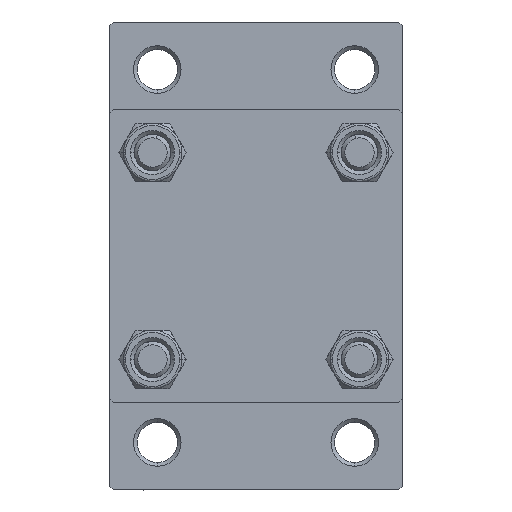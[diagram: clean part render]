
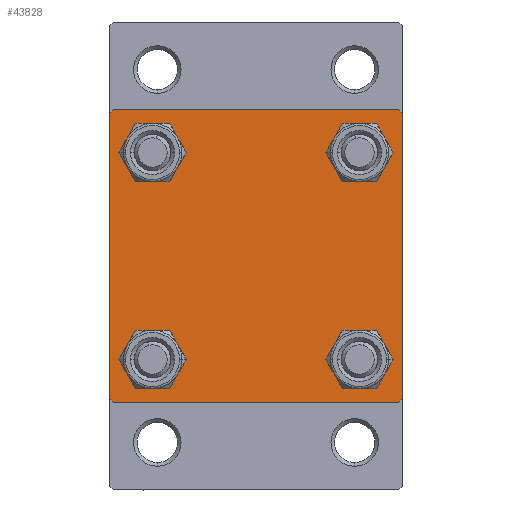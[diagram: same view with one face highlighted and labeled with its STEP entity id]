
A CAD part, left-side view. The second image highlights one B-rep face of the part: STEP entity #43828.
In plain terms, the highlighted planar face has unit normal (-1, 0, 0).
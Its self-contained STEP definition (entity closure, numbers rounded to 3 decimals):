
#920 = CARTESIAN_POINT ( 'NONE',  ( 0., -14.15, -11.15 ) ) ;
#1050 = DIRECTION ( 'NONE',  ( 1., 0., 0. ) ) ;
#1388 = DIRECTION ( 'NONE',  ( 1., 0., 0. ) ) ;
#1472 = ORIENTED_EDGE ( 'NONE', *, *, #17006, .T. ) ;
#2539 = VERTEX_POINT ( 'NONE', #920 ) ;
#2546 = CIRCLE ( 'NONE', #43469, 3. ) ;
#4182 = LINE ( 'NONE', #19713, #15294 ) ;
#4614 = DIRECTION ( 'NONE',  ( 0., 0., 1. ) ) ;
#4759 = CARTESIAN_POINT ( 'NONE',  ( 0., 14.15, -14.15 ) ) ;
#4869 = DIRECTION ( 'NONE',  ( 0., -0.707, 0.707 ) ) ;
#5175 = EDGE_CURVE ( 'NONE', #2539, #12736, #14303, .T. ) ;
#5372 = EDGE_CURVE ( 'NONE', #47087, #14676, #28479, .T. ) ;
#5782 = CIRCLE ( 'NONE', #23113, 3. ) ;
#6378 = DIRECTION ( 'NONE',  ( 0., 0.707, 0.707 ) ) ;
#6407 = CARTESIAN_POINT ( 'NONE',  ( 0., 19.75, -19.75 ) ) ;
#6784 = VERTEX_POINT ( 'NONE', #19586 ) ;
#7640 = VECTOR ( 'NONE', #6378, 1000. ) ;
#7781 = FACE_OUTER_BOUND ( 'NONE', #28847, .T. ) ;
#8098 = DIRECTION ( 'NONE',  ( 0., 0., 1. ) ) ;
#8274 = PLANE ( 'NONE',  #28108 ) ;
#8554 = CARTESIAN_POINT ( 'NONE',  ( 0., 14.15, 14.15 ) ) ;
#8584 = DIRECTION ( 'NONE',  ( 1., 0., 0. ) ) ;
#8691 = DIRECTION ( 'NONE',  ( 0., 0., 1. ) ) ;
#9513 = VERTEX_POINT ( 'NONE', #14882 ) ;
#9524 = EDGE_CURVE ( 'NONE', #48432, #14573, #38071, .T. ) ;
#10073 = CARTESIAN_POINT ( 'NONE',  ( 0., -19.75, 19.75 ) ) ;
#10100 = ORIENTED_EDGE ( 'NONE', *, *, #25752, .T. ) ;
#10712 = CARTESIAN_POINT ( 'NONE',  ( 0., -14.15, 14.15 ) ) ;
#11039 = EDGE_CURVE ( 'NONE', #30376, #16289, #29341, .T. ) ;
#11189 = EDGE_CURVE ( 'NONE', #31858, #9513, #4182, .T. ) ;
#11344 = VECTOR ( 'NONE', #47820, 1000. ) ;
#12091 = VERTEX_POINT ( 'NONE', #28095 ) ;
#12490 = CARTESIAN_POINT ( 'NONE',  ( 0., -14.15, 14.15 ) ) ;
#12736 = VERTEX_POINT ( 'NONE', #45125 ) ;
#13139 = CARTESIAN_POINT ( 'NONE',  ( 0., -14.15, 11.15 ) ) ;
#13551 = DIRECTION ( 'NONE',  ( 0., 0.707, -0.707 ) ) ;
#13782 = LINE ( 'NONE', #10073, #7640 ) ;
#14303 = CIRCLE ( 'NONE', #30867, 3. ) ;
#14573 = VERTEX_POINT ( 'NONE', #40840 ) ;
#14676 = VERTEX_POINT ( 'NONE', #32710 ) ;
#14882 = CARTESIAN_POINT ( 'NONE',  ( 0., -19.5, 20. ) ) ;
#15099 = LINE ( 'NONE', #29414, #15156 ) ;
#15156 = VECTOR ( 'NONE', #29893, 1000. ) ;
#15190 = FACE_BOUND ( 'NONE', #23380, .T. ) ;
#15294 = VECTOR ( 'NONE', #15538, 1000. ) ;
#15538 = DIRECTION ( 'NONE',  ( 0., -1., 0. ) ) ;
#15732 = ORIENTED_EDGE ( 'NONE', *, *, #32799, .T. ) ;
#16100 = DIRECTION ( 'NONE',  ( 0., 0., 1. ) ) ;
#16193 = CARTESIAN_POINT ( 'NONE',  ( 0., 14.15, -11.15 ) ) ;
#16252 = CARTESIAN_POINT ( 'NONE',  ( 0., 14.15, 14.15 ) ) ;
#16289 = VERTEX_POINT ( 'NONE', #47146 ) ;
#16514 = ORIENTED_EDGE ( 'NONE', *, *, #27219, .T. ) ;
#17006 = EDGE_CURVE ( 'NONE', #31858, #6784, #47806, .T. ) ;
#18240 = DIRECTION ( 'NONE',  ( 0., 0., -1. ) ) ;
#18722 = LINE ( 'NONE', #22425, #20221 ) ;
#18755 = ORIENTED_EDGE ( 'NONE', *, *, #25851, .T. ) ;
#18875 = FACE_BOUND ( 'NONE', #22475, .T. ) ;
#19173 = EDGE_CURVE ( 'NONE', #14676, #47087, #48485, .T. ) ;
#19271 = ORIENTED_EDGE ( 'NONE', *, *, #5175, .T. ) ;
#19586 = CARTESIAN_POINT ( 'NONE',  ( 0., 20., 19.5 ) ) ;
#19688 = ORIENTED_EDGE ( 'NONE', *, *, #5372, .T. ) ;
#19713 = CARTESIAN_POINT ( 'NONE',  ( 0., 20., 20. ) ) ;
#19895 = DIRECTION ( 'NONE',  ( 0., 0., 1. ) ) ;
#20122 = DIRECTION ( 'NONE',  ( 0., 0., 1. ) ) ;
#20221 = VECTOR ( 'NONE', #18240, 1000. ) ;
#20260 = EDGE_CURVE ( 'NONE', #12091, #29727, #23652, .T. ) ;
#20468 = VECTOR ( 'NONE', #24301, 1000. ) ;
#20615 = ORIENTED_EDGE ( 'NONE', *, *, #19173, .T. ) ;
#21054 = EDGE_CURVE ( 'NONE', #16289, #22975, #39572, .T. ) ;
#21816 = CIRCLE ( 'NONE', #26588, 3. ) ;
#22425 = CARTESIAN_POINT ( 'NONE',  ( 0., -20., 20. ) ) ;
#22475 = EDGE_LOOP ( 'NONE', ( #20615, #19688 ) ) ;
#22975 = VERTEX_POINT ( 'NONE', #25753 ) ;
#23113 = AXIS2_PLACEMENT_3D ( 'NONE', #12490, #1388, #20122 ) ;
#23324 = DIRECTION ( 'NONE',  ( -1., 0., 0. ) ) ;
#23380 = EDGE_LOOP ( 'NONE', ( #44134, #38529 ) ) ;
#23603 = DIRECTION ( 'NONE',  ( 1., 0., 0. ) ) ;
#23652 = CIRCLE ( 'NONE', #42519, 3. ) ;
#24022 = ORIENTED_EDGE ( 'NONE', *, *, #20260, .T. ) ;
#24301 = DIRECTION ( 'NONE',  ( 0., -1., 0. ) ) ;
#25132 = CARTESIAN_POINT ( 'NONE',  ( 0., 19.75, 19.75 ) ) ;
#25174 = CARTESIAN_POINT ( 'NONE',  ( 0., 14.15, 11.15 ) ) ;
#25451 = AXIS2_PLACEMENT_3D ( 'NONE', #4759, #41993, #8691 ) ;
#25752 = EDGE_CURVE ( 'NONE', #12736, #2539, #2546, .T. ) ;
#25753 = CARTESIAN_POINT ( 'NONE',  ( 0., -19.5, -20. ) ) ;
#25851 = EDGE_CURVE ( 'NONE', #6784, #30376, #15099, .T. ) ;
#26041 = CARTESIAN_POINT ( 'NONE',  ( 0., 0., 0. ) ) ;
#26290 = ORIENTED_EDGE ( 'NONE', *, *, #39102, .F. ) ;
#26588 = AXIS2_PLACEMENT_3D ( 'NONE', #34827, #1050, #16100 ) ;
#27031 = FACE_BOUND ( 'NONE', #41470, .T. ) ;
#27219 = EDGE_CURVE ( 'NONE', #22975, #42594, #34473, .T. ) ;
#27695 = CARTESIAN_POINT ( 'NONE',  ( 0., -14.15, -14.15 ) ) ;
#27778 = CARTESIAN_POINT ( 'NONE',  ( 0., -20., 19.5 ) ) ;
#28095 = CARTESIAN_POINT ( 'NONE',  ( 0., -14.15, 17.15 ) ) ;
#28108 = AXIS2_PLACEMENT_3D ( 'NONE', #26041, #23324, #41318 ) ;
#28479 = CIRCLE ( 'NONE', #33203, 3. ) ;
#28825 = AXIS2_PLACEMENT_3D ( 'NONE', #8554, #23603, #19895 ) ;
#28847 = EDGE_LOOP ( 'NONE', ( #18755, #29513, #32016, #16514, #26290, #45361, #31513, #1472 ) ) ;
#29341 = LINE ( 'NONE', #6407, #11344 ) ;
#29414 = CARTESIAN_POINT ( 'NONE',  ( 0., 20., 20. ) ) ;
#29513 = ORIENTED_EDGE ( 'NONE', *, *, #11039, .T. ) ;
#29727 = VERTEX_POINT ( 'NONE', #13139 ) ;
#29893 = DIRECTION ( 'NONE',  ( 0., 0., -1. ) ) ;
#30150 = VECTOR ( 'NONE', #4869, 1000. ) ;
#30376 = VERTEX_POINT ( 'NONE', #36169 ) ;
#30867 = AXIS2_PLACEMENT_3D ( 'NONE', #27695, #39264, #35332 ) ;
#31490 = CARTESIAN_POINT ( 'NONE',  ( 0., -14.15, -14.15 ) ) ;
#31513 = ORIENTED_EDGE ( 'NONE', *, *, #11189, .F. ) ;
#31858 = VERTEX_POINT ( 'NONE', #42743 ) ;
#32016 = ORIENTED_EDGE ( 'NONE', *, *, #21054, .T. ) ;
#32513 = CARTESIAN_POINT ( 'NONE',  ( 0., -20., -19.5 ) ) ;
#32710 = CARTESIAN_POINT ( 'NONE',  ( 0., 14.15, 17.15 ) ) ;
#32799 = EDGE_CURVE ( 'NONE', #29727, #12091, #5782, .T. ) ;
#32897 = DIRECTION ( 'NONE',  ( 1., 0., 0. ) ) ;
#33203 = AXIS2_PLACEMENT_3D ( 'NONE', #16252, #8584, #8098 ) ;
#33483 = VECTOR ( 'NONE', #13551, 1000. ) ;
#33551 = VERTEX_POINT ( 'NONE', #27778 ) ;
#34473 = LINE ( 'NONE', #37676, #30150 ) ;
#34827 = CARTESIAN_POINT ( 'NONE',  ( 0., 14.15, -14.15 ) ) ;
#35332 = DIRECTION ( 'NONE',  ( 0., 0., 1. ) ) ;
#36169 = CARTESIAN_POINT ( 'NONE',  ( 0., 20., -19.5 ) ) ;
#37676 = CARTESIAN_POINT ( 'NONE',  ( 0., -19.75, -19.75 ) ) ;
#38071 = CIRCLE ( 'NONE', #25451, 3. ) ;
#38529 = ORIENTED_EDGE ( 'NONE', *, *, #45106, .T. ) ;
#39102 = EDGE_CURVE ( 'NONE', #33551, #42594, #18722, .T. ) ;
#39264 = DIRECTION ( 'NONE',  ( 1., 0., 0. ) ) ;
#39572 = LINE ( 'NONE', #43503, #20468 ) ;
#40840 = CARTESIAN_POINT ( 'NONE',  ( 0., 14.15, -17.15 ) ) ;
#41266 = DIRECTION ( 'NONE',  ( 0., 0., 1. ) ) ;
#41318 = DIRECTION ( 'NONE',  ( 0., 0., 1. ) ) ;
#41470 = EDGE_LOOP ( 'NONE', ( #19271, #10100 ) ) ;
#41812 = FACE_BOUND ( 'NONE', #44214, .T. ) ;
#41993 = DIRECTION ( 'NONE',  ( 1., 0., 0. ) ) ;
#42519 = AXIS2_PLACEMENT_3D ( 'NONE', #10712, #32897, #41266 ) ;
#42594 = VERTEX_POINT ( 'NONE', #32513 ) ;
#42743 = CARTESIAN_POINT ( 'NONE',  ( 0., 19.5, 20. ) ) ;
#43469 = AXIS2_PLACEMENT_3D ( 'NONE', #31490, #43701, #4614 ) ;
#43471 = EDGE_CURVE ( 'NONE', #33551, #9513, #13782, .T. ) ;
#43503 = CARTESIAN_POINT ( 'NONE',  ( 0., 20., -20. ) ) ;
#43701 = DIRECTION ( 'NONE',  ( 1., 0., 0. ) ) ;
#43828 = ADVANCED_FACE ( 'NONE', ( #41812, #27031, #15190, #18875, #7781 ), #8274, .T. ) ;
#44134 = ORIENTED_EDGE ( 'NONE', *, *, #9524, .T. ) ;
#44214 = EDGE_LOOP ( 'NONE', ( #24022, #15732 ) ) ;
#45106 = EDGE_CURVE ( 'NONE', #14573, #48432, #21816, .T. ) ;
#45125 = CARTESIAN_POINT ( 'NONE',  ( 0., -14.15, -17.15 ) ) ;
#45361 = ORIENTED_EDGE ( 'NONE', *, *, #43471, .T. ) ;
#47087 = VERTEX_POINT ( 'NONE', #25174 ) ;
#47146 = CARTESIAN_POINT ( 'NONE',  ( 0., 19.5, -20. ) ) ;
#47806 = LINE ( 'NONE', #25132, #33483 ) ;
#47820 = DIRECTION ( 'NONE',  ( 0., -0.707, -0.707 ) ) ;
#48432 = VERTEX_POINT ( 'NONE', #16193 ) ;
#48485 = CIRCLE ( 'NONE', #28825, 3. ) ;
